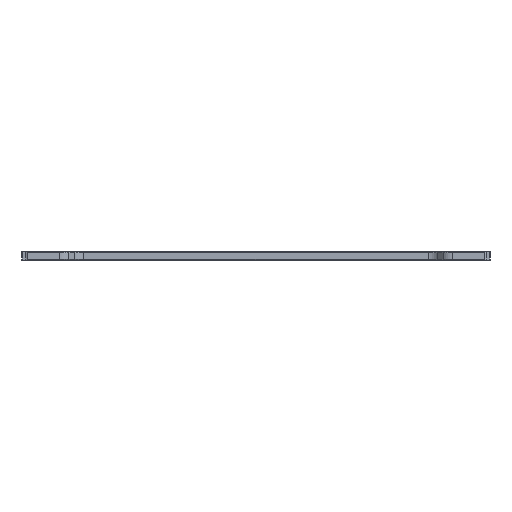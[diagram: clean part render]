
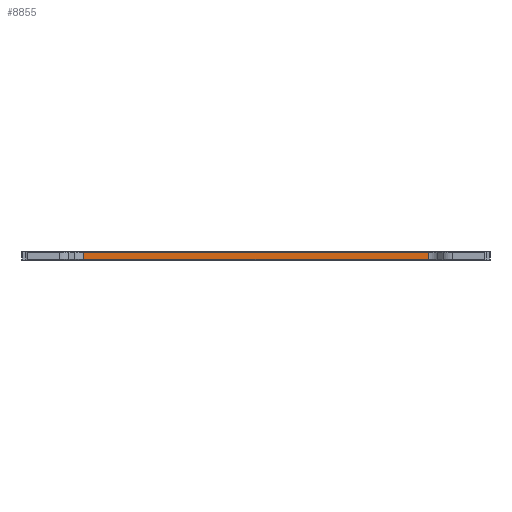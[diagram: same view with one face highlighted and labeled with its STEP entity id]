
A CAD part, front view. The second image highlights one B-rep face of the part: STEP entity #8855.
In plain terms, the highlighted planar face has unit normal (0, -1, 0).
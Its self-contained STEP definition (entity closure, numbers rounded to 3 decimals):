
#62 = DIRECTION ( 'NONE',  ( 0., 0., -1. ) ) ;
#507 = ORIENTED_EDGE ( 'NONE', *, *, #7263, .T. ) ;
#818 = DIRECTION ( 'NONE',  ( 0., 1., 0. ) ) ;
#1520 = EDGE_CURVE ( 'NONE', #16475, #22780, #13316, .T. ) ;
#2021 = CARTESIAN_POINT ( 'NONE',  ( 122.984, -183.093, -2.5 ) ) ;
#2934 = EDGE_LOOP ( 'NONE', ( #21699, #20913, #17745, #507 ) ) ;
#3134 = DIRECTION ( 'NONE',  ( -1., 0., 0. ) ) ;
#3163 = VECTOR ( 'NONE', #18520, 1000. ) ;
#6162 = LINE ( 'NONE', #16186, #15782 ) ;
#6528 = LINE ( 'NONE', #12142, #16663 ) ;
#7161 = DIRECTION ( 'NONE',  ( 0., 0., -1. ) ) ;
#7263 = EDGE_CURVE ( 'NONE', #22780, #16406, #8529, .T. ) ;
#7957 = VECTOR ( 'NONE', #62, 1000. ) ;
#8529 = LINE ( 'NONE', #15106, #3163 ) ;
#8855 = ADVANCED_FACE ( 'NONE', ( #19103 ), #9778, .F. ) ;
#9608 = EDGE_CURVE ( 'NONE', #21940, #16406, #6162, .T. ) ;
#9778 = PLANE ( 'NONE',  #14548 ) ;
#12142 = CARTESIAN_POINT ( 'NONE',  ( -126.948, -183.093, 2.5 ) ) ;
#13316 = LINE ( 'NONE', #17588, #7957 ) ;
#13430 = DIRECTION ( 'NONE',  ( 0., 0., 1. ) ) ;
#14548 = AXIS2_PLACEMENT_3D ( 'NONE', #22222, #818, #13430 ) ;
#14604 = CARTESIAN_POINT ( 'NONE',  ( -122.984, -183.093, -2.5 ) ) ;
#15106 = CARTESIAN_POINT ( 'NONE',  ( 122.984, -183.093, -2.5 ) ) ;
#15248 = EDGE_CURVE ( 'NONE', #21940, #16475, #6528, .T. ) ;
#15782 = VECTOR ( 'NONE', #7161, 1000. ) ;
#16186 = CARTESIAN_POINT ( 'NONE',  ( 122.984, -183.093, -3. ) ) ;
#16406 = VERTEX_POINT ( 'NONE', #2021 ) ;
#16475 = VERTEX_POINT ( 'NONE', #18300 ) ;
#16597 = CARTESIAN_POINT ( 'NONE',  ( 122.984, -183.093, 2.5 ) ) ;
#16663 = VECTOR ( 'NONE', #3134, 1000. ) ;
#17588 = CARTESIAN_POINT ( 'NONE',  ( -122.984, -183.093, -3. ) ) ;
#17745 = ORIENTED_EDGE ( 'NONE', *, *, #1520, .T. ) ;
#18300 = CARTESIAN_POINT ( 'NONE',  ( -122.984, -183.093, 2.5 ) ) ;
#18520 = DIRECTION ( 'NONE',  ( 1., 0., 0. ) ) ;
#19103 = FACE_OUTER_BOUND ( 'NONE', #2934, .T. ) ;
#20913 = ORIENTED_EDGE ( 'NONE', *, *, #15248, .T. ) ;
#21699 = ORIENTED_EDGE ( 'NONE', *, *, #9608, .F. ) ;
#21940 = VERTEX_POINT ( 'NONE', #16597 ) ;
#22222 = CARTESIAN_POINT ( 'NONE',  ( -126.948, -183.093, 3. ) ) ;
#22780 = VERTEX_POINT ( 'NONE', #14604 ) ;
